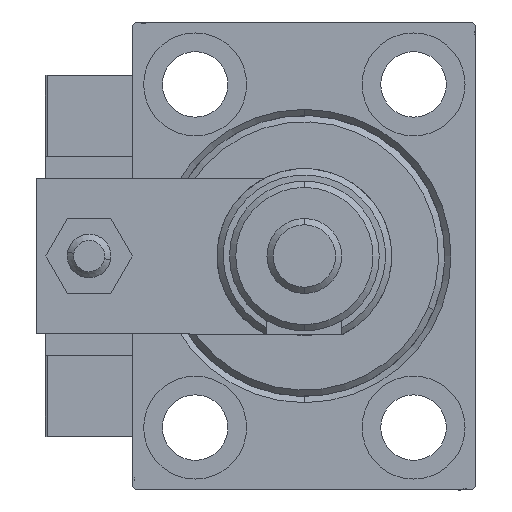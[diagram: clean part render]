
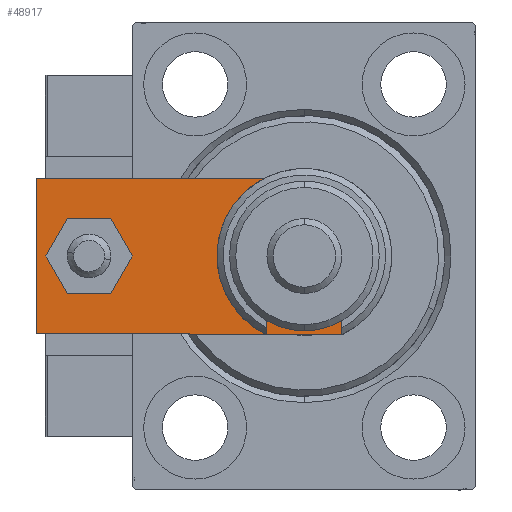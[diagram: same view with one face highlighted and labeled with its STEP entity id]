
A CAD part, left-side view. The second image highlights one B-rep face of the part: STEP entity #48917.
In plain terms, the highlighted face is planar.
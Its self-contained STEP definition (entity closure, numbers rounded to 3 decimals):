
#120 = CARTESIAN_POINT ( 'NONE',  ( 0., 46.5, 6. ) ) ;
#417 = VERTEX_POINT ( 'NONE', #42156 ) ;
#2182 = DIRECTION ( 'NONE',  ( -1., 0., 0. ) ) ;
#3053 = AXIS2_PLACEMENT_3D ( 'NONE', #39700, #23666, #22603 ) ;
#4409 = DIRECTION ( 'NONE',  ( 0.707, -0.707, 0. ) ) ;
#4612 = VECTOR ( 'NONE', #38847, 1000. ) ;
#5281 = CIRCLE ( 'NONE', #31723, 8.25 ) ;
#5415 = DIRECTION ( 'NONE',  ( 0., 1., 0. ) ) ;
#5656 = EDGE_LOOP ( 'NONE', ( #18311, #48323, #46471, #30907, #37033, #37079 ) ) ;
#6167 = CIRCLE ( 'NONE', #21488, 8.25 ) ;
#6353 = FACE_BOUND ( 'NONE', #11765, .T. ) ;
#6654 = CARTESIAN_POINT ( 'NONE',  ( -6.84, 0., 6. ) ) ;
#6734 = CARTESIAN_POINT ( 'NONE',  ( 12.5, 55., 6. ) ) ;
#6759 = EDGE_CURVE ( 'NONE', #9518, #13318, #26474, .T. ) ;
#6894 = DIRECTION ( 'NONE',  ( 0., -1., 0. ) ) ;
#8107 = VECTOR ( 'NONE', #4409, 1000. ) ;
#9518 = VERTEX_POINT ( 'NONE', #37200 ) ;
#9538 = CIRCLE ( 'NONE', #51255, 4. ) ;
#10879 = FACE_OUTER_BOUND ( 'NONE', #5656, .T. ) ;
#10885 = CARTESIAN_POINT ( 'NONE',  ( -12.5, 55., 6. ) ) ;
#11012 = EDGE_CURVE ( 'NONE', #42352, #18251, #5281, .T. ) ;
#11478 = EDGE_CURVE ( 'NONE', #40373, #22809, #9538, .T. ) ;
#11765 = EDGE_LOOP ( 'NONE', ( #35101, #22707 ) ) ;
#13318 = VERTEX_POINT ( 'NONE', #13702 ) ;
#13702 = CARTESIAN_POINT ( 'NONE',  ( -12.5, 55., 6. ) ) ;
#13932 = EDGE_CURVE ( 'NONE', #24193, #16473, #17305, .T. ) ;
#13976 = CARTESIAN_POINT ( 'NONE',  ( -4., 46.5, 6. ) ) ;
#14284 = EDGE_CURVE ( 'NONE', #22809, #40373, #39552, .T. ) ;
#14442 = DIRECTION ( 'NONE',  ( 1., 0., 0. ) ) ;
#14629 = ORIENTED_EDGE ( 'NONE', *, *, #11012, .F. ) ;
#15129 = FACE_BOUND ( 'NONE', #32430, .T. ) ;
#15900 = LINE ( 'NONE', #10885, #34584 ) ;
#16473 = VERTEX_POINT ( 'NONE', #18520 ) ;
#17305 = LINE ( 'NONE', #51088, #4612 ) ;
#17436 = CARTESIAN_POINT ( 'NONE',  ( -3.42, -3.42, 6. ) ) ;
#17450 = CARTESIAN_POINT ( 'NONE',  ( -8.25, 12., 6. ) ) ;
#18251 = VERTEX_POINT ( 'NONE', #37529 ) ;
#18311 = ORIENTED_EDGE ( 'NONE', *, *, #45018, .T. ) ;
#18520 = CARTESIAN_POINT ( 'NONE',  ( 12.5, 5.66, 6. ) ) ;
#20690 = VERTEX_POINT ( 'NONE', #6654 ) ;
#21033 = DIRECTION ( 'NONE',  ( 0., 0., 1. ) ) ;
#21174 = DIRECTION ( 'NONE',  ( 0., 0., 1. ) ) ;
#21488 = AXIS2_PLACEMENT_3D ( 'NONE', #30735, #26732, #14442 ) ;
#22603 = DIRECTION ( 'NONE',  ( 1., 0., 0. ) ) ;
#22707 = ORIENTED_EDGE ( 'NONE', *, *, #11478, .F. ) ;
#22809 = VERTEX_POINT ( 'NONE', #13976 ) ;
#23408 = PLANE ( 'NONE',  #3053 ) ;
#23666 = DIRECTION ( 'NONE',  ( 0., 0., 1. ) ) ;
#24193 = VERTEX_POINT ( 'NONE', #44840 ) ;
#24236 = ORIENTED_EDGE ( 'NONE', *, *, #30674, .F. ) ;
#25678 = LINE ( 'NONE', #41977, #39627 ) ;
#26474 = LINE ( 'NONE', #6734, #37460 ) ;
#26732 = DIRECTION ( 'NONE',  ( 0., 0., 1. ) ) ;
#27001 = LINE ( 'NONE', #47528, #31122 ) ;
#30047 = CARTESIAN_POINT ( 'NONE',  ( 0., 12., 6. ) ) ;
#30674 = EDGE_CURVE ( 'NONE', #18251, #42352, #6167, .T. ) ;
#30735 = CARTESIAN_POINT ( 'NONE',  ( 0., 12., 6. ) ) ;
#30907 = ORIENTED_EDGE ( 'NONE', *, *, #13932, .T. ) ;
#31122 = VECTOR ( 'NONE', #43281, 1000. ) ;
#31723 = AXIS2_PLACEMENT_3D ( 'NONE', #30047, #33532, #46310 ) ;
#32430 = EDGE_LOOP ( 'NONE', ( #14629, #24236 ) ) ;
#33219 = LINE ( 'NONE', #17436, #8107 ) ;
#33338 = DIRECTION ( 'NONE',  ( 1., 0., 0. ) ) ;
#33532 = DIRECTION ( 'NONE',  ( 0., 0., 1. ) ) ;
#34584 = VECTOR ( 'NONE', #6894, 1000. ) ;
#35101 = ORIENTED_EDGE ( 'NONE', *, *, #14284, .F. ) ;
#37033 = ORIENTED_EDGE ( 'NONE', *, *, #42752, .T. ) ;
#37079 = ORIENTED_EDGE ( 'NONE', *, *, #6759, .T. ) ;
#37200 = CARTESIAN_POINT ( 'NONE',  ( 12.5, 55., 6. ) ) ;
#37460 = VECTOR ( 'NONE', #2182, 1000. ) ;
#37529 = CARTESIAN_POINT ( 'NONE',  ( 8.25, 12., 6. ) ) ;
#38847 = DIRECTION ( 'NONE',  ( 0.707, 0.707, 0. ) ) ;
#39552 = CIRCLE ( 'NONE', #39884, 4. ) ;
#39627 = VECTOR ( 'NONE', #5415, 1000. ) ;
#39700 = CARTESIAN_POINT ( 'NONE',  ( 0., 0., 6. ) ) ;
#39884 = AXIS2_PLACEMENT_3D ( 'NONE', #120, #21174, #45473 ) ;
#40373 = VERTEX_POINT ( 'NONE', #48228 ) ;
#41977 = CARTESIAN_POINT ( 'NONE',  ( 12.5, 0., 6. ) ) ;
#42156 = CARTESIAN_POINT ( 'NONE',  ( -12.5, 5.66, 6. ) ) ;
#42352 = VERTEX_POINT ( 'NONE', #17450 ) ;
#42752 = EDGE_CURVE ( 'NONE', #16473, #9518, #25678, .T. ) ;
#42816 = EDGE_CURVE ( 'NONE', #20690, #24193, #27001, .T. ) ;
#43281 = DIRECTION ( 'NONE',  ( 1., 0., 0. ) ) ;
#44840 = CARTESIAN_POINT ( 'NONE',  ( 6.84, 0., 6. ) ) ;
#45018 = EDGE_CURVE ( 'NONE', #13318, #417, #15900, .T. ) ;
#45473 = DIRECTION ( 'NONE',  ( 1., 0., 0. ) ) ;
#46310 = DIRECTION ( 'NONE',  ( 1., 0., 0. ) ) ;
#46471 = ORIENTED_EDGE ( 'NONE', *, *, #42816, .T. ) ;
#47006 = EDGE_CURVE ( 'NONE', #417, #20690, #33219, .T. ) ;
#47528 = CARTESIAN_POINT ( 'NONE',  ( -12.5, 0., 6. ) ) ;
#48228 = CARTESIAN_POINT ( 'NONE',  ( 4., 46.5, 6. ) ) ;
#48323 = ORIENTED_EDGE ( 'NONE', *, *, #47006, .T. ) ;
#48917 = ADVANCED_FACE ( 'NONE', ( #6353, #10879, #15129 ), #23408, .T. ) ;
#49578 = CARTESIAN_POINT ( 'NONE',  ( 0., 46.5, 6. ) ) ;
#51088 = CARTESIAN_POINT ( 'NONE',  ( 3.42, -3.42, 6. ) ) ;
#51255 = AXIS2_PLACEMENT_3D ( 'NONE', #49578, #21033, #33338 ) ;
